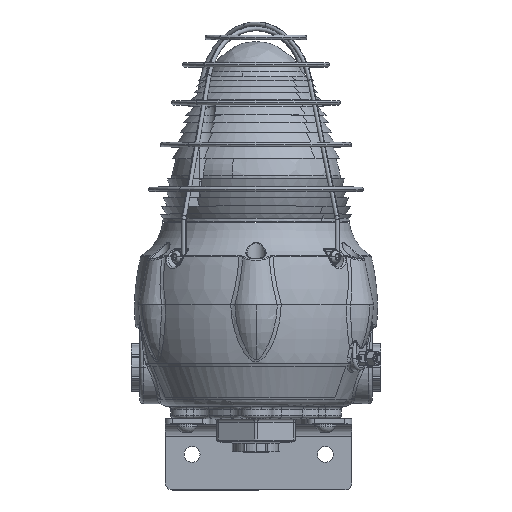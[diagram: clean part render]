
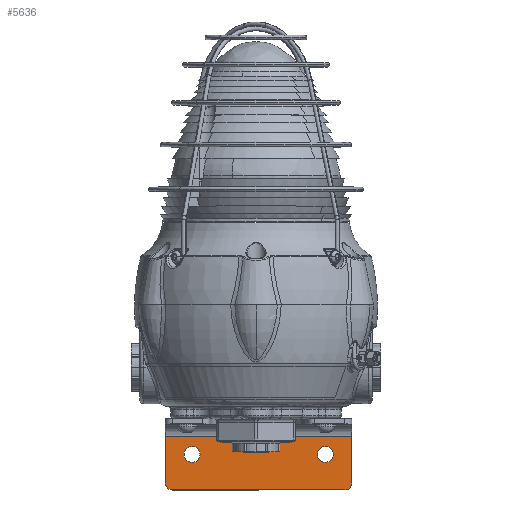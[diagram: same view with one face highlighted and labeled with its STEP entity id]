
A CAD part, top view. The second image highlights one B-rep face of the part: STEP entity #5636.
In plain terms, the highlighted planar face has unit normal (0, 0, 1).
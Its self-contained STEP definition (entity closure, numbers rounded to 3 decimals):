
#137 = CARTESIAN_POINT ( 'NONE',  ( 39., -27., -84. ) ) ;
#1011 = LINE ( 'NONE', #14314, #5522 ) ;
#1325 = ORIENTED_EDGE ( 'NONE', *, *, #44364, .T. ) ;
#1353 = CIRCLE ( 'NONE', #33643, 4. ) ;
#1812 = VERTEX_POINT ( 'NONE', #5169 ) ;
#2677 = EDGE_LOOP ( 'NONE', ( #25038, #9862 ) ) ;
#2952 = DIRECTION ( 'NONE',  ( -1., 0., 0. ) ) ;
#3954 = CARTESIAN_POINT ( 'NONE',  ( 50., -47., -84. ) ) ;
#5169 = CARTESIAN_POINT ( 'NONE',  ( -36., -31.5, -84. ) ) ;
#5226 = CIRCLE ( 'NONE', #39317, 4. ) ;
#5351 = CARTESIAN_POINT ( 'NONE',  ( -47., -43., -84. ) ) ;
#5368 = AXIS2_PLACEMENT_3D ( 'NONE', #14186, #39548, #31787 ) ;
#5444 = DIRECTION ( 'NONE',  ( 0., 0., -1. ) ) ;
#5522 = VECTOR ( 'NONE', #21458, 1000. ) ;
#5636 = ADVANCED_FACE ( 'NONE', ( #34111, #32994, #29108 ), #12535, .F. ) ;
#5957 = DIRECTION ( 'NONE',  ( -1., 0., 0. ) ) ;
#6600 = ORIENTED_EDGE ( 'NONE', *, *, #16182, .F. ) ;
#7236 = ORIENTED_EDGE ( 'NONE', *, *, #21221, .T. ) ;
#7982 = EDGE_CURVE ( 'NONE', #18325, #41265, #26784, .T. ) ;
#8032 = DIRECTION ( 'NONE',  ( 0., 0., 1. ) ) ;
#9095 = DIRECTION ( 'NONE',  ( 0., 0., 1. ) ) ;
#9862 = ORIENTED_EDGE ( 'NONE', *, *, #40357, .F. ) ;
#9942 = DIRECTION ( 'NONE',  ( 0., -1., 0. ) ) ;
#10613 = CARTESIAN_POINT ( 'NONE',  ( -36., -27., -84. ) ) ;
#12406 = AXIS2_PLACEMENT_3D ( 'NONE', #10613, #35263, #43097 ) ;
#12535 = PLANE ( 'NONE',  #42785 ) ;
#13315 = ORIENTED_EDGE ( 'NONE', *, *, #7982, .F. ) ;
#13501 = CARTESIAN_POINT ( 'NONE',  ( -51., -17., -84. ) ) ;
#13904 = ORIENTED_EDGE ( 'NONE', *, *, #38041, .F. ) ;
#13958 = ORIENTED_EDGE ( 'NONE', *, *, #14006, .F. ) ;
#14006 = EDGE_CURVE ( 'NONE', #41265, #18325, #18631, .T. ) ;
#14186 = CARTESIAN_POINT ( 'NONE',  ( -36., -27., -84. ) ) ;
#14314 = CARTESIAN_POINT ( 'NONE',  ( 54., -47., -84. ) ) ;
#15906 = VECTOR ( 'NONE', #2952, 1000. ) ;
#16137 = CARTESIAN_POINT ( 'NONE',  ( 54., -47., -84. ) ) ;
#16145 = VERTEX_POINT ( 'NONE', #38305 ) ;
#16182 = EDGE_CURVE ( 'NONE', #37350, #16145, #1011, .T. ) ;
#17323 = CARTESIAN_POINT ( 'NONE',  ( -51., -47., -84. ) ) ;
#18325 = VERTEX_POINT ( 'NONE', #38504 ) ;
#18616 = DIRECTION ( 'NONE',  ( 0., -1., 0. ) ) ;
#18631 = CIRCLE ( 'NONE', #40615, 4.5 ) ;
#19310 = CARTESIAN_POINT ( 'NONE',  ( 54., -17., -84. ) ) ;
#19612 = VERTEX_POINT ( 'NONE', #23873 ) ;
#19820 = EDGE_LOOP ( 'NONE', ( #13958, #13315 ) ) ;
#21221 = EDGE_CURVE ( 'NONE', #19612, #42948, #1353, .T. ) ;
#21458 = DIRECTION ( 'NONE',  ( 0., -1., 0. ) ) ;
#21956 = VERTEX_POINT ( 'NONE', #3954 ) ;
#23042 = LINE ( 'NONE', #17323, #44867 ) ;
#23494 = EDGE_LOOP ( 'NONE', ( #38221, #7236, #13904, #1325, #6600, #37712 ) ) ;
#23873 = CARTESIAN_POINT ( 'NONE',  ( -51., -43., -84. ) ) ;
#23895 = VECTOR ( 'NONE', #5957, 1000. ) ;
#23928 = EDGE_CURVE ( 'NONE', #38050, #19612, #23042, .T. ) ;
#23981 = CARTESIAN_POINT ( 'NONE',  ( 54., -47., -84. ) ) ;
#24261 = CARTESIAN_POINT ( 'NONE',  ( -47., -47., -84. ) ) ;
#25038 = ORIENTED_EDGE ( 'NONE', *, *, #30533, .F. ) ;
#26784 = CIRCLE ( 'NONE', #45221, 4.5 ) ;
#27766 = LINE ( 'NONE', #23981, #23895 ) ;
#29108 = FACE_OUTER_BOUND ( 'NONE', #23494, .T. ) ;
#30150 = VERTEX_POINT ( 'NONE', #43780 ) ;
#30472 = DIRECTION ( 'NONE',  ( 0., 1., 0. ) ) ;
#30533 = EDGE_CURVE ( 'NONE', #1812, #30150, #33661, .T. ) ;
#30823 = DIRECTION ( 'NONE',  ( 0., 1., 0. ) ) ;
#31787 = DIRECTION ( 'NONE',  ( 0., -1., 0. ) ) ;
#31865 = CARTESIAN_POINT ( 'NONE',  ( 54., -17., -84. ) ) ;
#32130 = CIRCLE ( 'NONE', #5368, 4.5 ) ;
#32994 = FACE_BOUND ( 'NONE', #19820, .T. ) ;
#33643 = AXIS2_PLACEMENT_3D ( 'NONE', #5351, #33939, #30823 ) ;
#33661 = CIRCLE ( 'NONE', #12406, 4.5 ) ;
#33920 = DIRECTION ( 'NONE',  ( 0., -1., 0. ) ) ;
#33939 = DIRECTION ( 'NONE',  ( 0., 0., 1. ) ) ;
#34111 = FACE_BOUND ( 'NONE', #2677, .T. ) ;
#35263 = DIRECTION ( 'NONE',  ( 0., 0., 1. ) ) ;
#36351 = DIRECTION ( 'NONE',  ( 0., 0., 1. ) ) ;
#37226 = CARTESIAN_POINT ( 'NONE',  ( 50., -43., -84. ) ) ;
#37350 = VERTEX_POINT ( 'NONE', #19310 ) ;
#37593 = LINE ( 'NONE', #31865, #15906 ) ;
#37712 = ORIENTED_EDGE ( 'NONE', *, *, #42973, .T. ) ;
#38041 = EDGE_CURVE ( 'NONE', #21956, #42948, #27766, .T. ) ;
#38050 = VERTEX_POINT ( 'NONE', #13501 ) ;
#38221 = ORIENTED_EDGE ( 'NONE', *, *, #23928, .T. ) ;
#38305 = CARTESIAN_POINT ( 'NONE',  ( 54., -43., -84. ) ) ;
#38504 = CARTESIAN_POINT ( 'NONE',  ( 39., -22.5, -84. ) ) ;
#39317 = AXIS2_PLACEMENT_3D ( 'NONE', #37226, #8032, #43847 ) ;
#39548 = DIRECTION ( 'NONE',  ( 0., 0., 1. ) ) ;
#40357 = EDGE_CURVE ( 'NONE', #30150, #1812, #32130, .T. ) ;
#40615 = AXIS2_PLACEMENT_3D ( 'NONE', #137, #36351, #18616 ) ;
#41265 = VERTEX_POINT ( 'NONE', #42187 ) ;
#42187 = CARTESIAN_POINT ( 'NONE',  ( 39., -31.5, -84. ) ) ;
#42785 = AXIS2_PLACEMENT_3D ( 'NONE', #16137, #5444, #30472 ) ;
#42948 = VERTEX_POINT ( 'NONE', #24261 ) ;
#42973 = EDGE_CURVE ( 'NONE', #37350, #38050, #37593, .T. ) ;
#43097 = DIRECTION ( 'NONE',  ( 0., -1., 0. ) ) ;
#43780 = CARTESIAN_POINT ( 'NONE',  ( -36., -22.5, -84. ) ) ;
#43847 = DIRECTION ( 'NONE',  ( 0., 1., 0. ) ) ;
#44364 = EDGE_CURVE ( 'NONE', #21956, #16145, #5226, .T. ) ;
#44567 = CARTESIAN_POINT ( 'NONE',  ( 39., -27., -84. ) ) ;
#44867 = VECTOR ( 'NONE', #9942, 1000. ) ;
#45221 = AXIS2_PLACEMENT_3D ( 'NONE', #44567, #9095, #33920 ) ;
